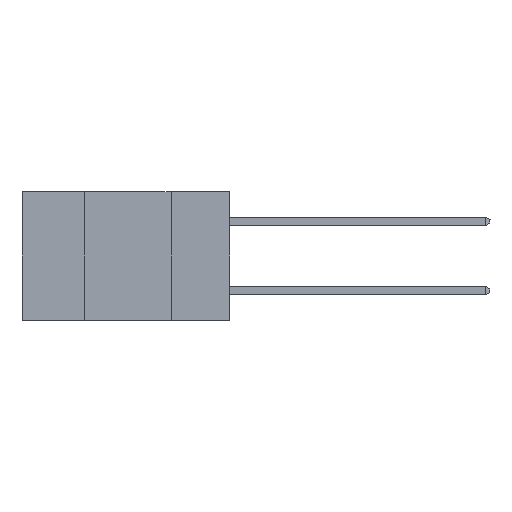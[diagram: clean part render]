
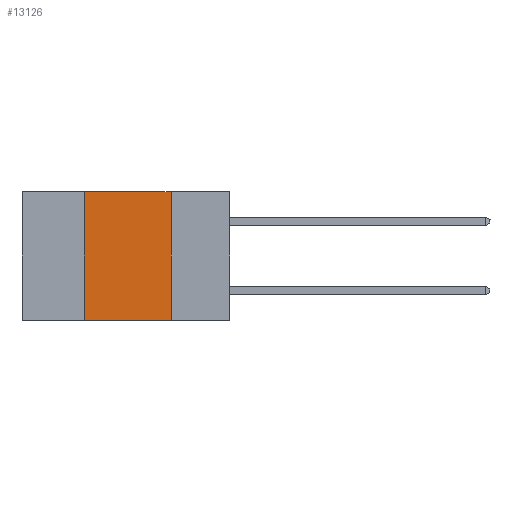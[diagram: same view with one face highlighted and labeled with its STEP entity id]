
A CAD part, left-side view. The second image highlights one B-rep face of the part: STEP entity #13126.
In plain terms, the highlighted planar face has unit normal (-1, 0, 0).
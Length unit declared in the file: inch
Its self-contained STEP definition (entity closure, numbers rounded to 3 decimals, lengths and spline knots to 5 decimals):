
#171 = ORIENTED_EDGE ( 'NONE', *, *, #4956, .F. ) ;
#917 = VERTEX_POINT ( 'NONE', #5425 ) ;
#1038 = ORIENTED_EDGE ( 'NONE', *, *, #20887, .T. ) ;
#2679 = FACE_OUTER_BOUND ( 'NONE', #20306, .T. ) ;
#2864 = VECTOR ( 'NONE', #12757, 39.37008 ) ;
#2955 = DIRECTION ( 'NONE',  ( 0., 0., 1. ) ) ;
#3788 = EDGE_CURVE ( 'NONE', #11137, #8505, #18598, .T. ) ;
#3951 = LINE ( 'NONE', #13823, #11900 ) ;
#4941 = CARTESIAN_POINT ( 'NONE',  ( 0., 0.42, -0.37 ) ) ;
#4956 = EDGE_CURVE ( 'NONE', #917, #13338, #3951, .T. ) ;
#5425 = CARTESIAN_POINT ( 'NONE',  ( 0., 0.17, 0. ) ) ;
#8079 = CARTESIAN_POINT ( 'NONE',  ( 0., 0.6, -0.37 ) ) ;
#8504 = PLANE ( 'NONE',  #16938 ) ;
#8505 = VERTEX_POINT ( 'NONE', #11380 ) ;
#11137 = VERTEX_POINT ( 'NONE', #4941 ) ;
#11380 = CARTESIAN_POINT ( 'NONE',  ( 0., 0.42, 0. ) ) ;
#11892 = DIRECTION ( 'NONE',  ( 0., 0., -1. ) ) ;
#11900 = VECTOR ( 'NONE', #17314, 39.37008 ) ;
#12206 = VECTOR ( 'NONE', #2955, 39.37008 ) ;
#12757 = DIRECTION ( 'NONE',  ( 0., -1., 0. ) ) ;
#12880 = LINE ( 'NONE', #8079, #13377 ) ;
#13126 = ADVANCED_FACE ( 'NONE', ( #2679 ), #8504, .F. ) ;
#13338 = VERTEX_POINT ( 'NONE', #15668 ) ;
#13377 = VECTOR ( 'NONE', #19591, 39.37008 ) ;
#13823 = CARTESIAN_POINT ( 'NONE',  ( 0., 0.17, 0. ) ) ;
#14217 = ORIENTED_EDGE ( 'NONE', *, *, #3788, .F. ) ;
#15668 = CARTESIAN_POINT ( 'NONE',  ( 0., 0.17, -0.37 ) ) ;
#16538 = ORIENTED_EDGE ( 'NONE', *, *, #20112, .F. ) ;
#16938 = AXIS2_PLACEMENT_3D ( 'NONE', #20007, #21629, #11892 ) ;
#17314 = DIRECTION ( 'NONE',  ( 0., 0., -1. ) ) ;
#17702 = CARTESIAN_POINT ( 'NONE',  ( 0., 0.6, 0. ) ) ;
#18598 = LINE ( 'NONE', #19852, #12206 ) ;
#19591 = DIRECTION ( 'NONE',  ( 0., -1., 0. ) ) ;
#19852 = CARTESIAN_POINT ( 'NONE',  ( 0., 0.42, 0. ) ) ;
#20007 = CARTESIAN_POINT ( 'NONE',  ( 0., 0.6, 0. ) ) ;
#20062 = LINE ( 'NONE', #17702, #2864 ) ;
#20112 = EDGE_CURVE ( 'NONE', #8505, #917, #20062, .T. ) ;
#20306 = EDGE_LOOP ( 'NONE', ( #171, #16538, #14217, #1038 ) ) ;
#20887 = EDGE_CURVE ( 'NONE', #11137, #13338, #12880, .T. ) ;
#21629 = DIRECTION ( 'NONE',  ( 1., 0., 0. ) ) ;
